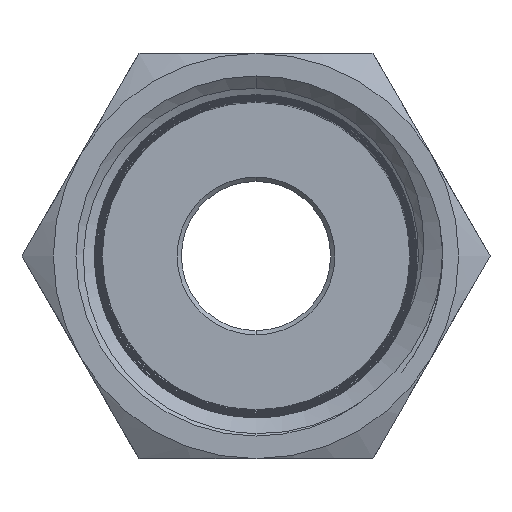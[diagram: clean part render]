
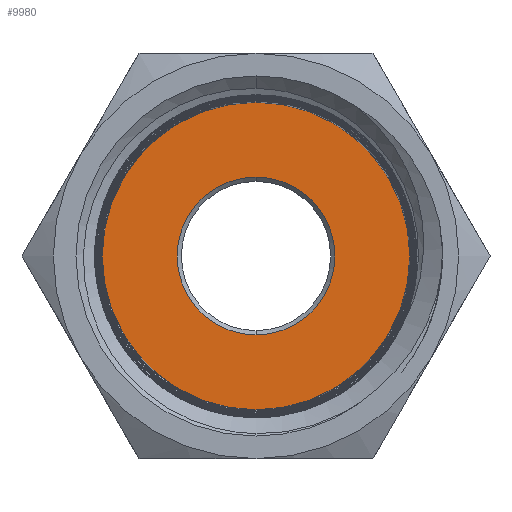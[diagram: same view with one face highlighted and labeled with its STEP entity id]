
A CAD part, front view. The second image highlights one B-rep face of the part: STEP entity #9980.
In plain terms, the highlighted planar face has unit normal (0, -1, 0).
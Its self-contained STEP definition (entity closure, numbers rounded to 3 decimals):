
#1117 = AXIS2_PLACEMENT_3D ( 'NONE', #12640, #33359, #15621 ) ;
#1651 = VERTEX_POINT ( 'NONE', #26863 ) ;
#2037 = EDGE_LOOP ( 'NONE', ( #17170, #26984 ) ) ;
#3613 = EDGE_CURVE ( 'NONE', #5521, #1651, #15307, .T. ) ;
#5521 = VERTEX_POINT ( 'NONE', #9152 ) ;
#5538 = CIRCLE ( 'NONE', #6210, 7.209 ) ;
#6210 = AXIS2_PLACEMENT_3D ( 'NONE', #34113, #16352, #37024 ) ;
#6300 = VERTEX_POINT ( 'NONE', #9768 ) ;
#6590 = CARTESIAN_POINT ( 'NONE',  ( 0., -7.1, 0. ) ) ;
#6769 = EDGE_LOOP ( 'NONE', ( #11399, #38156 ) ) ;
#7393 = CIRCLE ( 'NONE', #11769, 7.209 ) ;
#9152 = CARTESIAN_POINT ( 'NONE',  ( 0., -7.1, 3.7 ) ) ;
#9582 = DIRECTION ( 'NONE',  ( 0., 0., -1. ) ) ;
#9768 = CARTESIAN_POINT ( 'NONE',  ( 0., -7.1, -7.209 ) ) ;
#9980 = ADVANCED_FACE ( 'NONE', ( #31229, #24260 ), #13655, .T. ) ;
#10832 = CARTESIAN_POINT ( 'NONE',  ( 0., -7.1, 0. ) ) ;
#11399 = ORIENTED_EDGE ( 'NONE', *, *, #36559, .T. ) ;
#11769 = AXIS2_PLACEMENT_3D ( 'NONE', #6590, #27346, #9582 ) ;
#12640 = CARTESIAN_POINT ( 'NONE',  ( 0., -7.1, 0. ) ) ;
#13655 = PLANE ( 'NONE',  #32078 ) ;
#13782 = DIRECTION ( 'NONE',  ( 0., 0., -1. ) ) ;
#15307 = CIRCLE ( 'NONE', #1117, 3.7 ) ;
#15621 = DIRECTION ( 'NONE',  ( 0., 0., -1. ) ) ;
#16349 = VERTEX_POINT ( 'NONE', #22254 ) ;
#16352 = DIRECTION ( 'NONE',  ( 0., -1., 0. ) ) ;
#17047 = CARTESIAN_POINT ( 'NONE',  ( 0., -7.1, 0. ) ) ;
#17170 = ORIENTED_EDGE ( 'NONE', *, *, #20547, .T. ) ;
#20048 = DIRECTION ( 'NONE',  ( 0., 0., -1. ) ) ;
#20208 = AXIS2_PLACEMENT_3D ( 'NONE', #17047, #37722, #20048 ) ;
#20547 = EDGE_CURVE ( 'NONE', #1651, #5521, #34148, .T. ) ;
#22254 = CARTESIAN_POINT ( 'NONE',  ( 0., -7.1, 7.209 ) ) ;
#24260 = FACE_OUTER_BOUND ( 'NONE', #6769, .T. ) ;
#24971 = EDGE_CURVE ( 'NONE', #16349, #6300, #5538, .T. ) ;
#26863 = CARTESIAN_POINT ( 'NONE',  ( 0., -7.1, -3.7 ) ) ;
#26984 = ORIENTED_EDGE ( 'NONE', *, *, #3613, .T. ) ;
#27346 = DIRECTION ( 'NONE',  ( 0., -1., 0. ) ) ;
#31229 = FACE_BOUND ( 'NONE', #2037, .T. ) ;
#31548 = DIRECTION ( 'NONE',  ( 0., -1., 0. ) ) ;
#32078 = AXIS2_PLACEMENT_3D ( 'NONE', #10832, #31548, #13782 ) ;
#33359 = DIRECTION ( 'NONE',  ( 0., 1., 0. ) ) ;
#34113 = CARTESIAN_POINT ( 'NONE',  ( 0., -7.1, 0. ) ) ;
#34148 = CIRCLE ( 'NONE', #20208, 3.7 ) ;
#36559 = EDGE_CURVE ( 'NONE', #6300, #16349, #7393, .T. ) ;
#37024 = DIRECTION ( 'NONE',  ( 0., 0., -1. ) ) ;
#37722 = DIRECTION ( 'NONE',  ( 0., 1., 0. ) ) ;
#38156 = ORIENTED_EDGE ( 'NONE', *, *, #24971, .T. ) ;
